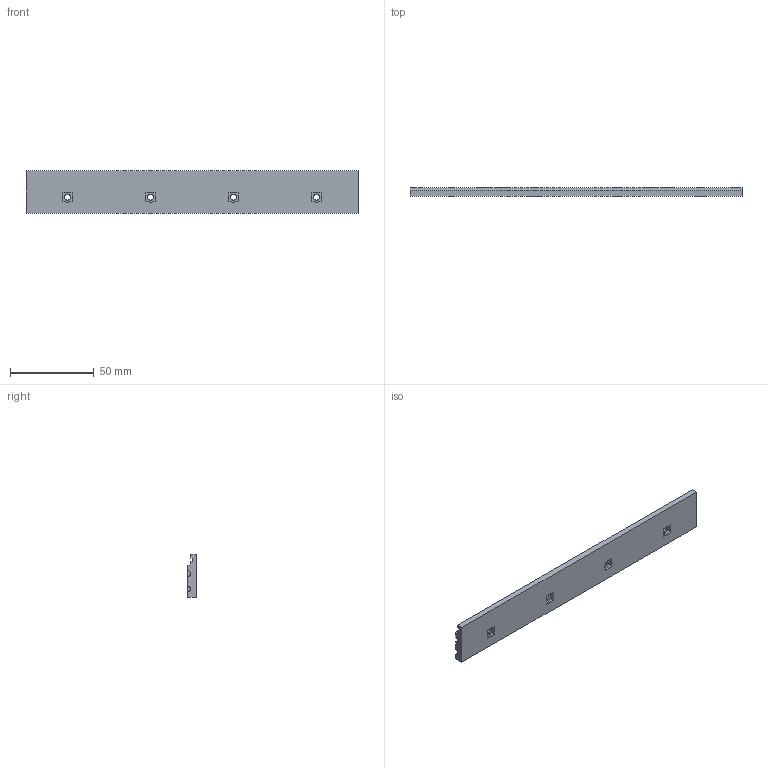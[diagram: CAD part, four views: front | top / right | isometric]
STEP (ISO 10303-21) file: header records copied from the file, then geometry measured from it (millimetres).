
FILE_DESCRIPTION (( 'STEP AP214' ), '1' );
FILE_NAME ('railInner36.STEP', '2020-10-17T23:27:36', ( '' ), ( '' ), 'SwSTEP 2.0', 'SolidWorks 2019', '' );
FILE_SCHEMA (( 'AUTOMOTIVE_DESIGN' ));
Length unit declared in the file: millimetre
Products named in the file (1): railInner36
Bounding box: 198 x 5.25 x 25.4 mm (x, y, z)
Volume: 22901.7 mm3; surface area: 13345.5 mm2
Topology: 1 solids, 1 shells, 119 faces, 333 edges, 222 vertices
Faces by surface type: plane 79, cylinder 40
Entity records: 3877 total; most frequent: CARTESIAN_POINT 675, ORIENTED_EDGE 666, DIRECTION 653, EDGE_CURVE 333, LINE 253, VECTOR 253, VERTEX_POINT 222, AXIS2_PLACEMENT_3D 200
